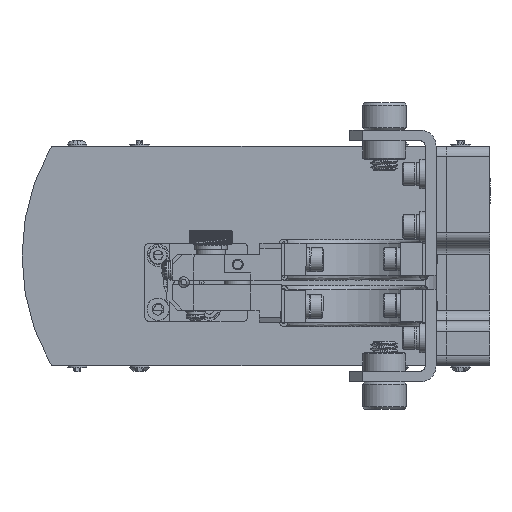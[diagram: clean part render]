
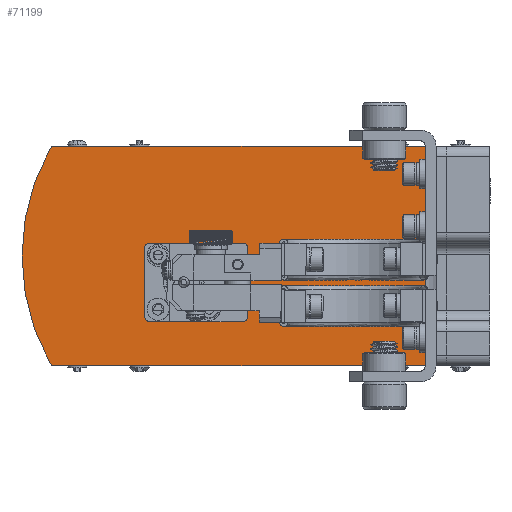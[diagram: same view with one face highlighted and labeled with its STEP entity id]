
A CAD part, front view. The second image highlights one B-rep face of the part: STEP entity #71199.
In plain terms, the highlighted planar face has unit normal (0, 1, 0).
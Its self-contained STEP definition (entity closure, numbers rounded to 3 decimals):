
#1162 = LINE ( 'NONE', #23628, #1174 ) ;
#1174 = VECTOR ( 'NONE', #23826, 1000. ) ;
#1453 = CIRCLE ( 'NONE', #19080, 64.547 ) ;
#1460 = CIRCLE ( 'NONE', #19073, 1.575 ) ;
#1473 = LINE ( 'NONE', #8189, #1476 ) ;
#1476 = VECTOR ( 'NONE', #8181, 1000. ) ;
#1480 = CIRCLE ( 'NONE', #19062, 1.587 ) ;
#1498 = CIRCLE ( 'NONE', #19027, 1.575 ) ;
#1595 = CIRCLE ( 'NONE', #18899, 1.587 ) ;
#1603 = CIRCLE ( 'NONE', #18880, 1.587 ) ;
#1641 = LINE ( 'NONE', #8443, #1643 ) ;
#1643 = VECTOR ( 'NONE', #8937, 1000. ) ;
#1647 = LINE ( 'NONE', #6224, #1650 ) ;
#1650 = VECTOR ( 'NONE', #6338, 1000. ) ;
#1667 = LINE ( 'NONE', #2230, #1669 ) ;
#1669 = VECTOR ( 'NONE', #2229, 1000. ) ;
#1680 = LINE ( 'NONE', #2171, #1683 ) ;
#1683 = VECTOR ( 'NONE', #2170, 1000. ) ;
#1708 = CIRCLE ( 'NONE', #18649, 1.587 ) ;
#1963 = DIRECTION ( 'NONE',  ( 0., 0., -1. ) ) ;
#1965 = DIRECTION ( 'NONE',  ( 0., -1., 0. ) ) ;
#1967 = CARTESIAN_POINT ( 'NONE',  ( -164.347, -121.604, 25.216 ) ) ;
#2170 = DIRECTION ( 'NONE',  ( 0., 0., 1. ) ) ;
#2171 = CARTESIAN_POINT ( 'NONE',  ( -164.347, -121.604, -6.583 ) ) ;
#2229 = DIRECTION ( 'NONE',  ( 1., 0., 0. ) ) ;
#2230 = CARTESIAN_POINT ( 'NONE',  ( -210.875, -121.604, 10.868 ) ) ;
#6224 = CARTESIAN_POINT ( 'NONE',  ( -101.655, -121.604, -6.583 ) ) ;
#6338 = DIRECTION ( 'NONE',  ( 0., 0., -1. ) ) ;
#6362 = DIRECTION ( 'NONE',  ( 0., -1., 0. ) ) ;
#7239 = DIRECTION ( 'NONE',  ( 0., 0., 1. ) ) ;
#7241 = DIRECTION ( 'NONE',  ( 0., 1., 0. ) ) ;
#7242 = CARTESIAN_POINT ( 'NONE',  ( -210.773, -121.604, 56.613 ) ) ;
#7700 = DIRECTION ( 'NONE',  ( 0., 0., -1. ) ) ;
#8109 = DIRECTION ( 'NONE',  ( 0., 0., -1. ) ) ;
#8112 = DIRECTION ( 'NONE',  ( 0., -1., 0. ) ) ;
#8115 = CARTESIAN_POINT ( 'NONE',  ( -181.111, -121.604, 10.868 ) ) ;
#8181 = DIRECTION ( 'NONE',  ( -1., 0., 0. ) ) ;
#8189 = CARTESIAN_POINT ( 'NONE',  ( -210.875, -121.604, 25.216 ) ) ;
#8443 = CARTESIAN_POINT ( 'NONE',  ( -181.111, -121.604, -6.583 ) ) ;
#8461 = DIRECTION ( 'NONE',  ( 0., 0., 1. ) ) ;
#8464 = DIRECTION ( 'NONE',  ( 0., 1., 0. ) ) ;
#8467 = CARTESIAN_POINT ( 'NONE',  ( -210.773, -121.604, -5.007 ) ) ;
#8614 = DIRECTION ( 'NONE',  ( 0., 0., 1. ) ) ;
#8616 = DIRECTION ( 'NONE',  ( 0., 1., 0. ) ) ;
#8619 = CARTESIAN_POINT ( 'NONE',  ( -155.853, -121.604, 25.803 ) ) ;
#8937 = DIRECTION ( 'NONE',  ( 0., 0., -1. ) ) ;
#8945 = CARTESIAN_POINT ( 'NONE',  ( -181.111, -121.604, 25.216 ) ) ;
#8957 = DIRECTION ( 'NONE',  ( 0., 0., -1. ) ) ;
#9005 = DIRECTION ( 'NONE',  ( 0., -1., 0. ) ) ;
#9022 = CARTESIAN_POINT ( 'NONE',  ( -164.347, -121.604, 10.868 ) ) ;
#18649 = AXIS2_PLACEMENT_3D ( 'NONE', #1967, #1965, #1963 ) ;
#18880 = AXIS2_PLACEMENT_3D ( 'NONE', #8945, #9005, #7700 ) ;
#18899 = AXIS2_PLACEMENT_3D ( 'NONE', #9022, #6362, #8957 ) ;
#19027 = AXIS2_PLACEMENT_3D ( 'NONE', #7242, #7241, #7239 ) ;
#19062 = AXIS2_PLACEMENT_3D ( 'NONE', #8115, #8112, #8109 ) ;
#19073 = AXIS2_PLACEMENT_3D ( 'NONE', #8467, #8464, #8461 ) ;
#19080 = AXIS2_PLACEMENT_3D ( 'NONE', #8619, #8616, #8614 ) ;
#23628 = CARTESIAN_POINT ( 'NONE',  ( -146.74, -121.604, -6.582 ) ) ;
#23826 = DIRECTION ( 'NONE',  ( -1., 0., 0. ) ) ;
#33819 = PLANE ( 'NONE',  #72710 ) ;
#33826 = CARTESIAN_POINT ( 'NONE',  ( -210.875, -121.604, -6.583 ) ) ;
#33827 = DIRECTION ( 'NONE',  ( 0., 1., 0. ) ) ;
#33828 = DIRECTION ( 'NONE',  ( 0., 0., 1. ) ) ;
#34300 = CARTESIAN_POINT ( 'NONE',  ( -146.74, -121.604, 58.188 ) ) ;
#34324 = DIRECTION ( 'NONE',  ( -1., 0., 0. ) ) ;
#35432 = VERTEX_POINT ( 'NONE', #79978 ) ;
#35440 = VERTEX_POINT ( 'NONE', #80567 ) ;
#35456 = VERTEX_POINT ( 'NONE', #79937 ) ;
#35464 = VERTEX_POINT ( 'NONE', #80024 ) ;
#37582 = EDGE_LOOP ( 'NONE', ( #76022, #76018, #76015, #76013, #76005, #76000, #75996, #75992 ) ) ;
#37840 = VERTEX_POINT ( 'NONE', #79091 ) ;
#37877 = VERTEX_POINT ( 'NONE', #78994 ) ;
#37926 = VERTEX_POINT ( 'NONE', #78843 ) ;
#37941 = VERTEX_POINT ( 'NONE', #78812 ) ;
#38001 = VERTEX_POINT ( 'NONE', #79144 ) ;
#38002 = VERTEX_POINT ( 'NONE', #79446 ) ;
#38013 = VERTEX_POINT ( 'NONE', #78852 ) ;
#38018 = VERTEX_POINT ( 'NONE', #79656 ) ;
#38026 = VERTEX_POINT ( 'NONE', #78960 ) ;
#38065 = VERTEX_POINT ( 'NONE', #79105 ) ;
#46301 = EDGE_LOOP ( 'NONE', ( #76044, #76037, #76035, #76033, #76031, #76024 ) ) ;
#51093 = FACE_OUTER_BOUND ( 'NONE', #46301, .T. ) ;
#51100 = FACE_BOUND ( 'NONE', #37582, .T. ) ;
#56301 = EDGE_CURVE ( 'NONE', #38013, #38065, #1162, .T. ) ;
#56794 = EDGE_CURVE ( 'NONE', #38018, #35464, #1453, .T. ) ;
#56809 = EDGE_CURVE ( 'NONE', #38065, #38018, #1460, .T. ) ;
#56829 = EDGE_CURVE ( 'NONE', #38026, #35432, #1473, .T. ) ;
#56837 = EDGE_CURVE ( 'NONE', #38002, #35456, #1480, .T. ) ;
#56869 = EDGE_CURVE ( 'NONE', #35464, #37840, #1498, .T. ) ;
#57014 = EDGE_CURVE ( 'NONE', #37926, #37941, #1595, .T. ) ;
#57040 = EDGE_CURVE ( 'NONE', #35432, #38001, #1603, .T. ) ;
#57103 = EDGE_CURVE ( 'NONE', #38001, #38002, #1641, .T. ) ;
#57123 = EDGE_CURVE ( 'NONE', #35440, #38013, #1647, .T. ) ;
#57184 = EDGE_CURVE ( 'NONE', #35456, #37926, #1667, .T. ) ;
#57214 = EDGE_CURVE ( 'NONE', #37941, #37877, #1680, .T. ) ;
#57265 = EDGE_CURVE ( 'NONE', #37877, #38026, #1708, .T. ) ;
#58155 = EDGE_CURVE ( 'NONE', #35440, #37840, #66941, .T. ) ;
#66941 = LINE ( 'NONE', #34300, #66949 ) ;
#66949 = VECTOR ( 'NONE', #34324, 1000. ) ;
#71199 = ADVANCED_FACE ( 'NONE', ( #51093, #51100 ), #33819, .T. ) ;
#72710 = AXIS2_PLACEMENT_3D ( 'NONE', #33826, #33827, #33828 ) ;
#75992 = ORIENTED_EDGE ( 'NONE', *, *, #57184, .T. ) ;
#75996 = ORIENTED_EDGE ( 'NONE', *, *, #56837, .T. ) ;
#76000 = ORIENTED_EDGE ( 'NONE', *, *, #57103, .T. ) ;
#76005 = ORIENTED_EDGE ( 'NONE', *, *, #57040, .T. ) ;
#76013 = ORIENTED_EDGE ( 'NONE', *, *, #56829, .T. ) ;
#76015 = ORIENTED_EDGE ( 'NONE', *, *, #57265, .T. ) ;
#76018 = ORIENTED_EDGE ( 'NONE', *, *, #57214, .T. ) ;
#76022 = ORIENTED_EDGE ( 'NONE', *, *, #57014, .T. ) ;
#76024 = ORIENTED_EDGE ( 'NONE', *, *, #56301, .T. ) ;
#76031 = ORIENTED_EDGE ( 'NONE', *, *, #57123, .T. ) ;
#76033 = ORIENTED_EDGE ( 'NONE', *, *, #58155, .F. ) ;
#76035 = ORIENTED_EDGE ( 'NONE', *, *, #56869, .T. ) ;
#76037 = ORIENTED_EDGE ( 'NONE', *, *, #56794, .T. ) ;
#76044 = ORIENTED_EDGE ( 'NONE', *, *, #56809, .T. ) ;
#78812 = CARTESIAN_POINT ( 'NONE',  ( -164.347, -121.604, 12.455 ) ) ;
#78843 = CARTESIAN_POINT ( 'NONE',  ( -165.935, -121.604, 10.868 ) ) ;
#78852 = CARTESIAN_POINT ( 'NONE',  ( -101.655, -121.604, -6.582 ) ) ;
#78960 = CARTESIAN_POINT ( 'NONE',  ( -165.935, -121.604, 25.216 ) ) ;
#78994 = CARTESIAN_POINT ( 'NONE',  ( -164.347, -121.604, 23.628 ) ) ;
#79091 = CARTESIAN_POINT ( 'NONE',  ( -210.773, -121.604, 58.188 ) ) ;
#79105 = CARTESIAN_POINT ( 'NONE',  ( -210.773, -121.604, -6.582 ) ) ;
#79144 = CARTESIAN_POINT ( 'NONE',  ( -181.111, -121.604, 23.628 ) ) ;
#79446 = CARTESIAN_POINT ( 'NONE',  ( -181.111, -121.604, 12.455 ) ) ;
#79656 = CARTESIAN_POINT ( 'NONE',  ( -212.147, -121.604, -5.778 ) ) ;
#79937 = CARTESIAN_POINT ( 'NONE',  ( -179.524, -121.604, 10.868 ) ) ;
#79978 = CARTESIAN_POINT ( 'NONE',  ( -179.524, -121.604, 25.216 ) ) ;
#80024 = CARTESIAN_POINT ( 'NONE',  ( -212.147, -121.604, 57.383 ) ) ;
#80567 = CARTESIAN_POINT ( 'NONE',  ( -101.655, -121.604, 58.188 ) ) ;
